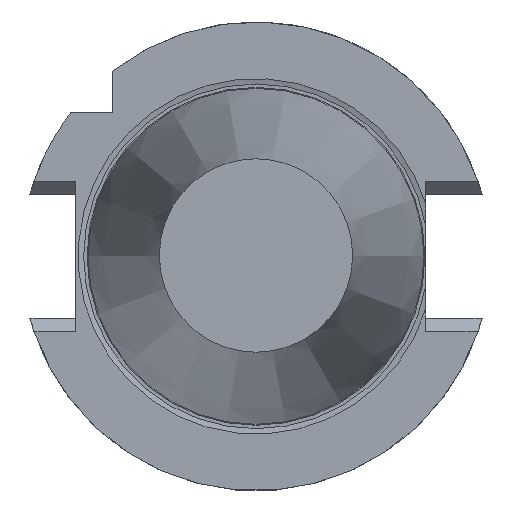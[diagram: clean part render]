
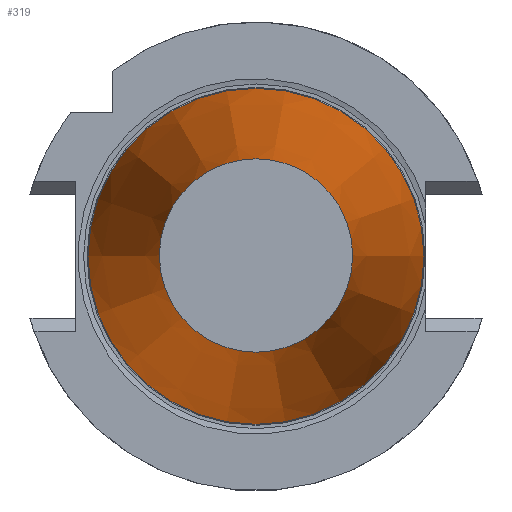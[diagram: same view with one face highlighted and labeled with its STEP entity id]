
A CAD part, top view. The second image highlights one B-rep face of the part: STEP entity #319.
In plain terms, the highlighted conical face has half-angle 8.298 degrees and reference radius 20.107 mm.
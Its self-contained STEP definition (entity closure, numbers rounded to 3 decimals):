
#319=ADVANCED_FACE('CU_FL_CO_SU_1',(#375,#376),#362,.T.);
#362=CONICAL_SURFACE('',#899,20.107,8.298);
#375=FACE_BOUND('',#392,.T.);
#376=FACE_BOUND('',#393,.T.);
#392=EDGE_LOOP('',(#445));
#393=EDGE_LOOP('',(#446));
#445=ORIENTED_EDGE('',*,*,#747,.T.);
#446=ORIENTED_EDGE('',*,*,#745,.F.);
#667=VERTEX_POINT('',#1208);
#669=VERTEX_POINT('',#1214);
#745=EDGE_CURVE('',#667,#667,#858,.T.);
#747=EDGE_CURVE('',#669,#669,#860,.T.);
#858=CIRCLE('',#893,34.925);
#860=CIRCLE('',#897,20.107);
#893=AXIS2_PLACEMENT_3D('',#1207,#979,#980);
#897=AXIS2_PLACEMENT_3D('',#1213,#987,#988);
#899=AXIS2_PLACEMENT_3D('',#1216,#991,#992);
#979=DIRECTION('',(0.0,0.0,-1.0));
#980=DIRECTION('',(-1.0,0.0,0.0));
#987=DIRECTION('',(0.0,0.0,-1.0));
#988=DIRECTION('',(-1.0,0.0,0.0));
#991=DIRECTION('',(0.0,0.0,-1.0));
#992=DIRECTION('',(-1.0,0.0,0.));
#1207=CARTESIAN_POINT('',(0.0,0.0,0.0));
#1208=CARTESIAN_POINT('',(-34.925,0.0,0.0));
#1213=CARTESIAN_POINT('',(0.0,0.0,101.6));
#1214=CARTESIAN_POINT('',(-20.107,0.0,101.6));
#1216=CARTESIAN_POINT('',(0.0,0.0,101.6));
